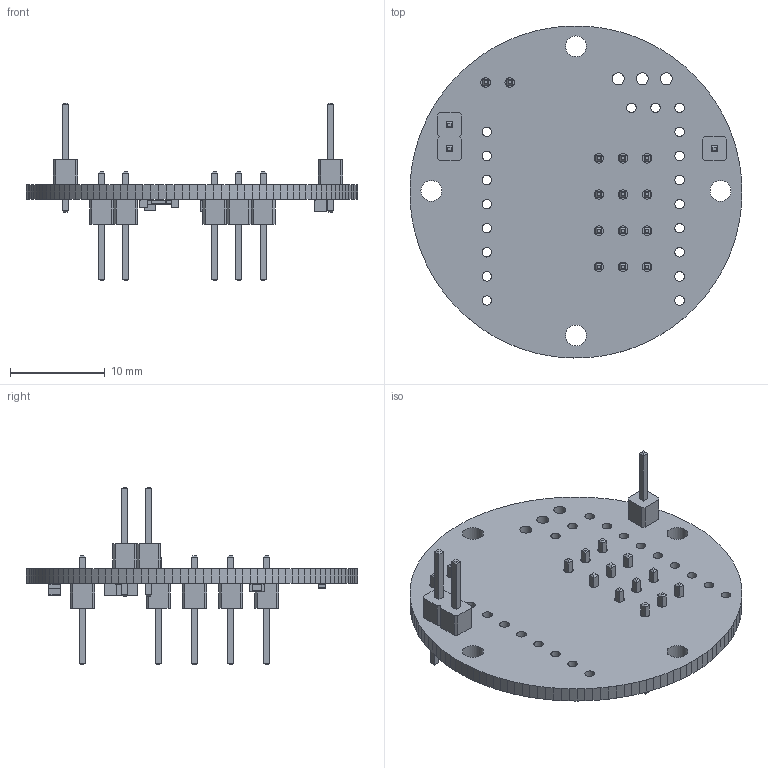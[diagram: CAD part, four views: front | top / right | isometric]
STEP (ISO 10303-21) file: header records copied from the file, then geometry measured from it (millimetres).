
FILE_DESCRIPTION(('KiCad electronic assembly'),'2;1');
FILE_NAME('tiny_rocket_av_bay.step','2023-08-01T12:45:29',('Pcbnew'),( 'Kicad'),'Open CASCADE STEP processor 7.6','KiCad to STEP converter' ,'Unknown');
FILE_SCHEMA(('AUTOMOTIVE_DESIGN { 1 0 10303 214 1 1 1 1 }'));
Length unit declared in the file: millimetre
Products named in the file (16): tiny_rocket_av_bay 1; PinHeader_1x02_P2.54mm_Vertical; SOLID; PinHeader_1x01_P2.54mm_Vertical; PinHeader_1x03_P2.54mm_Vertical; R_0603_1608Metric; C_0805_2012Metric; C_0603_1608Metric; LED_0805_2012Metric; PCB
Assembly tree (24 placements, depth 3):
  tiny_rocket_av_bay 1
    PinHeader_1x02_P2.54mm_Vertical  x2
      SOLID
    PinHeader_1x01_P2.54mm_Vertical
      SOLID
    PinHeader_1x03_P2.54mm_Vertical  x4
      SOLID
    R_0603_1608Metric  x2
      SOLID
    C_0805_2012Metric  x4
      SOLID
    C_0603_1608Metric  x2
      SOLID
    LED_0805_2012Metric
      SOLID
    PCB
Bounding box: 34.99 x 35 x 18.76 mm (x, y, z)
Volume: 1796.2 mm3; surface area: 3235.8 mm2
Topology: 17 solids, 17 shells, 882 faces, 2251 edges, 1450 vertices
Faces by surface type: plane 743, cylinder 139
Full cylindrical faces by diameter (mm): 1 x36, 1.27 x3, 2.2 x4
Entity records: 33149 total; most frequent: CARTESIAN_POINT 5746, DIRECTION 4717, LINE 3367, VECTOR 3367, ORIENTED_EDGE 2466, PCURVE 2466, DEFINITIONAL_REPRESENTATION 2466, EDGE_CURVE 1233
